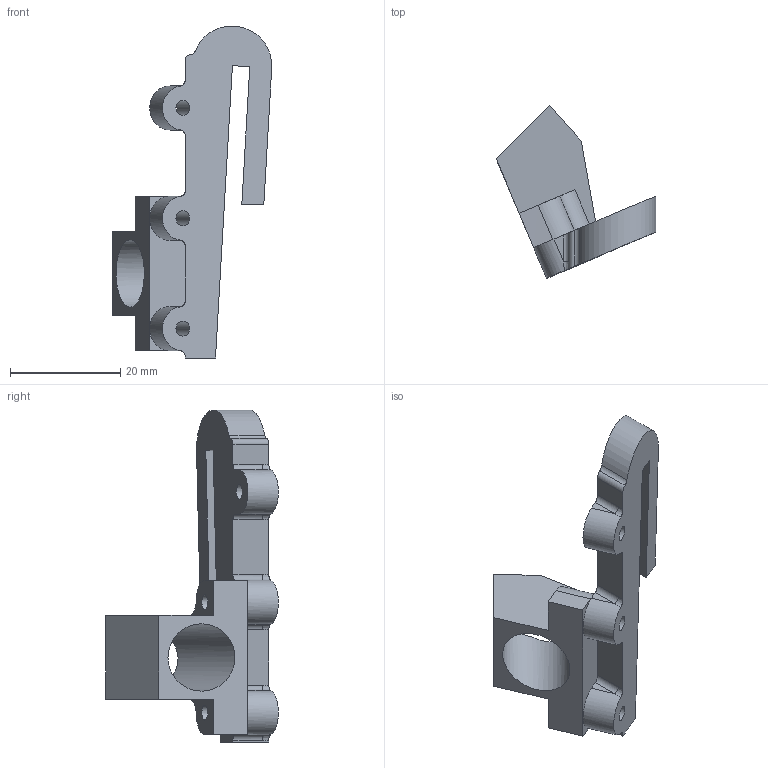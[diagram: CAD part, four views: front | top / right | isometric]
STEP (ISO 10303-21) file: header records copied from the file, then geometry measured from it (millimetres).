
FILE_DESCRIPTION(/* description */ ('Unknown'),/* implementation_level */ '2;1');
FILE_NAME(/* name */ 'lazer_holder_02',/* time_stamp */ '2023-06-16T17:30:37+01:00',/* author */ ('Unknown'),/* organization */ ('Unknown'),/* preprocessor_version */ 'ST-DEVELOPER v18.102',/* originating_system */ 'Solid Edge',/* authorisation */ 'Unknown');
FILE_SCHEMA (('AUTOMOTIVE_DESIGN {1 0 10303 214 3 1 1}'));
Length unit declared in the file: millimetre
Products named in the file (1): lazer_holder_02
Bounding box: 28.9 x 31.31 x 60.19 mm (x, y, z)
Volume: 7197 mm3; surface area: 5237.5 mm2
Topology: 2 solids, 2 shells, 57 faces, 160 edges, 106 vertices
Faces by surface type: plane 29, cylinder 22, bspline 6
Full cylindrical faces by diameter (mm): 2.7 x5, 12.2 x1
Entity records: 1912 total; most frequent: CARTESIAN_POINT 411, ORIENTED_EDGE 302, DIRECTION 302, EDGE_CURVE 151, AXIS2_PLACEMENT_3D 109, VERTEX_POINT 103, LINE 84, VECTOR 84
